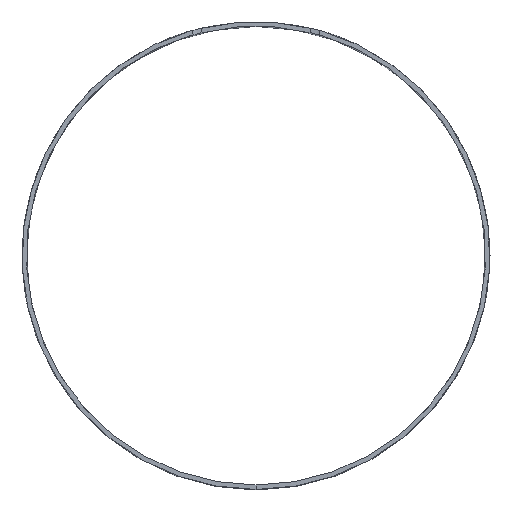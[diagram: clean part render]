
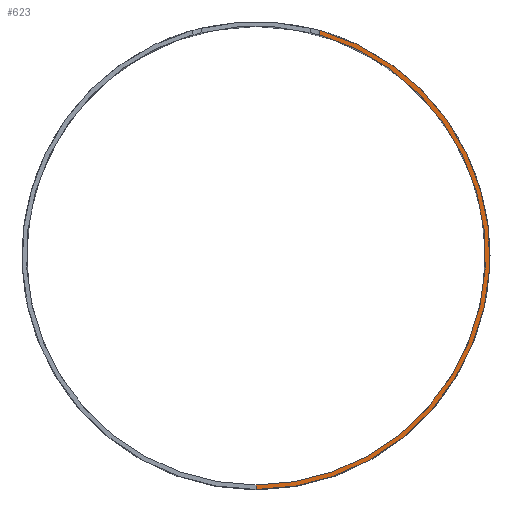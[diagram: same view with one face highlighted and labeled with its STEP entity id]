
A CAD part, top view. The second image highlights one B-rep face of the part: STEP entity #623.
In plain terms, the highlighted planar face has unit normal (0, 0, 1).
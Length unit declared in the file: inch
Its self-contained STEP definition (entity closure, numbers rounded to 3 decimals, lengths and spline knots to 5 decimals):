
#45 = DIRECTION ( 'NONE',  ( 0., 1., 0. ) ) ;
#101 = DIRECTION ( 'NONE',  ( 0., 0., 1. ) ) ;
#145 = EDGE_CURVE ( 'NONE', #614, #327, #990, .T. ) ;
#179 = EDGE_LOOP ( 'NONE', ( #1203, #776, #440, #1255 ) ) ;
#268 = CARTESIAN_POINT ( 'NONE',  ( 0.00225, -12.875, 0. ) ) ;
#281 = CIRCLE ( 'NONE', #621, 13. ) ;
#311 = CIRCLE ( 'NONE', #435, 12.75 ) ;
#317 = CARTESIAN_POINT ( 'NONE',  ( 0.00227, -13., 0. ) ) ;
#327 = VERTEX_POINT ( 'NONE', #317 ) ;
#355 = VERTEX_POINT ( 'NONE', #1499 ) ;
#368 = DIRECTION ( 'NONE',  ( 0., 0., 1. ) ) ;
#435 = AXIS2_PLACEMENT_3D ( 'NONE', #1304, #368, #1065 ) ;
#440 = ORIENTED_EDGE ( 'NONE', *, *, #145, .T. ) ;
#507 = CARTESIAN_POINT ( 'NONE',  ( 3.5, 12.2602, 0. ) ) ;
#596 = VECTOR ( 'NONE', #638, 39.37008 ) ;
#614 = VERTEX_POINT ( 'NONE', #616 ) ;
#616 = CARTESIAN_POINT ( 'NONE',  ( 0.00223, -12.75, 0. ) ) ;
#621 = AXIS2_PLACEMENT_3D ( 'NONE', #1400, #101, #1504 ) ;
#623 = ADVANCED_FACE ( 'NONE', ( #1061 ), #1438, .F. ) ;
#638 = DIRECTION ( 'NONE',  ( 0., -1., 0. ) ) ;
#715 = EDGE_CURVE ( 'NONE', #614, #1067, #311, .T. ) ;
#776 = ORIENTED_EDGE ( 'NONE', *, *, #715, .F. ) ;
#852 = DIRECTION ( 'NONE',  ( 0., 0., -1. ) ) ;
#859 = CARTESIAN_POINT ( 'NONE',  ( 0., 0., 0. ) ) ;
#872 = VECTOR ( 'NONE', #1525, 39.37008 ) ;
#968 = AXIS2_PLACEMENT_3D ( 'NONE', #859, #852, #45 ) ;
#990 = LINE ( 'NONE', #268, #596 ) ;
#1024 = LINE ( 'NONE', #1159, #872 ) ;
#1061 = FACE_OUTER_BOUND ( 'NONE', #179, .T. ) ;
#1065 = DIRECTION ( 'NONE',  ( 0., -1., 0. ) ) ;
#1067 = VERTEX_POINT ( 'NONE', #507 ) ;
#1159 = CARTESIAN_POINT ( 'NONE',  ( 3.53431, 12.3804, 0. ) ) ;
#1203 = ORIENTED_EDGE ( 'NONE', *, *, #1446, .F. ) ;
#1255 = ORIENTED_EDGE ( 'NONE', *, *, #1470, .T. ) ;
#1304 = CARTESIAN_POINT ( 'NONE',  ( 0., 0., 0. ) ) ;
#1400 = CARTESIAN_POINT ( 'NONE',  ( 0., 0., 0. ) ) ;
#1438 = PLANE ( 'NONE',  #968 ) ;
#1446 = EDGE_CURVE ( 'NONE', #1067, #355, #1024, .T. ) ;
#1470 = EDGE_CURVE ( 'NONE', #327, #355, #281, .T. ) ;
#1499 = CARTESIAN_POINT ( 'NONE',  ( 3.56863, 12.5006, 0. ) ) ;
#1504 = DIRECTION ( 'NONE',  ( 0., -1., 0. ) ) ;
#1525 = DIRECTION ( 'NONE',  ( 0.275, 0.962, 0. ) ) ;
